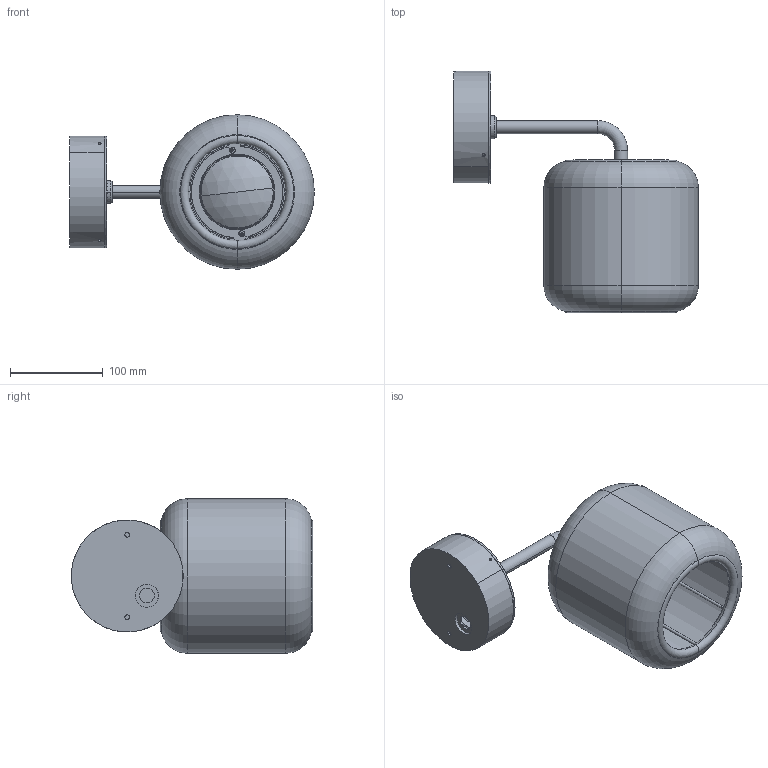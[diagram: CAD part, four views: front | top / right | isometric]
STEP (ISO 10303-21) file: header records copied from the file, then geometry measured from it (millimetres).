
FILE_DESCRIPTION (( 'STEP AP203' ), '1' );
FILE_NAME ('0309210yyxxx.STEP', '2021-07-08T08:04:05', ( '' ), ( '' ), 'SwSTEP 2.0', 'SolidWorks 2019', '' );
FILE_SCHEMA (( 'CONFIG_CONTROL_DESIGN' ));
Length unit declared in the file: millimetre
Products named in the file (10): 309-061; 309-511; SUB309-503; 0309210yyxxx; 309-503; D965-310-A2; 309-016; 309-106; 338-160; 309-505
Assembly tree (10 placements, depth 3):
  0309210yyxxx
    SUB309-503
      309-511
      309-016
      309-061
      338-160
      309-505
      309-503
      D965-310-A2  x2
    309-106
Bounding box: 264.5 x 261 x 167 mm (x, y, z)
Volume: 368152.5 mm3; surface area: 414152.6 mm2
Topology: 11 solids, 13 shells, 1045 faces, 2691 edges, 1648 vertices
Faces by surface type: plane 245, cone 242, torus 204, cylinder 200, bspline 132, sphere 22
Entity records: 35492 total; most frequent: CARTESIAN_POINT 10290, ORIENTED_EDGE 5164, DIRECTION 5026, EDGE_CURVE 2582, AXIS2_PLACEMENT_3D 2164, VERTEX_POINT 1616, CIRCLE 1271, EDGE_LOOP 1146
